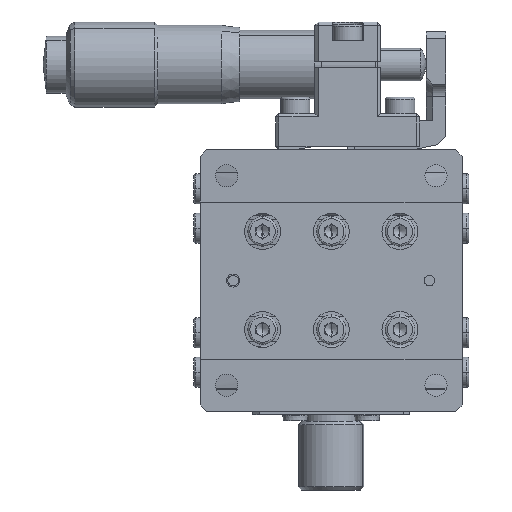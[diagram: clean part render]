
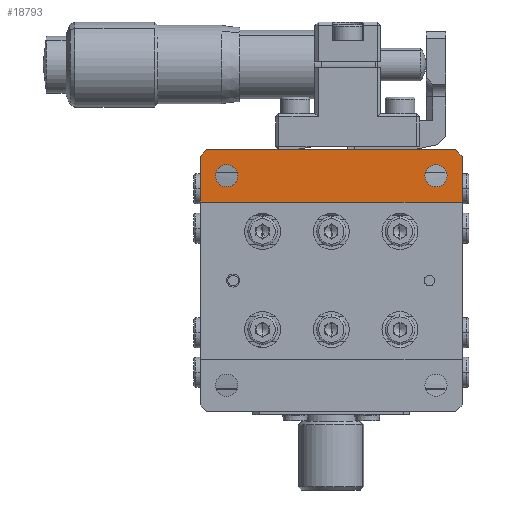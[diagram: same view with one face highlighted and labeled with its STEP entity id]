
A CAD part, front view. The second image highlights one B-rep face of the part: STEP entity #18793.
In plain terms, the highlighted planar face has unit normal (0, -1, 0).
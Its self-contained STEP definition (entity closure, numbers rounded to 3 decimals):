
#134 = EDGE_CURVE ( 'NONE', #16851, #20793, #20013, .T. ) ;
#268 = DIRECTION ( 'NONE',  ( -1., 0., 0. ) ) ;
#498 = CARTESIAN_POINT ( 'NONE',  ( -19., 0., 20. ) ) ;
#581 = EDGE_CURVE ( 'NONE', #20793, #5765, #833, .T. ) ;
#714 = DIRECTION ( 'NONE',  ( 0., 1., 0. ) ) ;
#833 = LINE ( 'NONE', #4972, #18399 ) ;
#987 = DIRECTION ( 'NONE',  ( 0., 1., 0. ) ) ;
#1628 = DIRECTION ( 'NONE',  ( 1., 0., 0. ) ) ;
#1716 = CIRCLE ( 'NONE', #9706, 1.7 ) ;
#2122 = ORIENTED_EDGE ( 'NONE', *, *, #19146, .F. ) ;
#2801 = CARTESIAN_POINT ( 'NONE',  ( -20., 0., -20. ) ) ;
#2968 = DIRECTION ( 'NONE',  ( 0., 1., 0. ) ) ;
#3013 = PLANE ( 'NONE',  #24510 ) ;
#3581 = CARTESIAN_POINT ( 'NONE',  ( -20., 0., 20. ) ) ;
#4657 = EDGE_CURVE ( 'NONE', #12672, #15489, #12178, .T. ) ;
#4972 = CARTESIAN_POINT ( 'NONE',  ( -20., 0., 12. ) ) ;
#5167 = CARTESIAN_POINT ( 'NONE',  ( 16., 0., 16. ) ) ;
#5183 = CARTESIAN_POINT ( 'NONE',  ( -16., 0., 16. ) ) ;
#5687 = LINE ( 'NONE', #10958, #12362 ) ;
#5693 = CARTESIAN_POINT ( 'NONE',  ( 16., 0., 14.3 ) ) ;
#5765 = VERTEX_POINT ( 'NONE', #16521 ) ;
#6212 = ORIENTED_EDGE ( 'NONE', *, *, #9197, .T. ) ;
#6259 = ORIENTED_EDGE ( 'NONE', *, *, #134, .F. ) ;
#6568 = FACE_BOUND ( 'NONE', #20827, .T. ) ;
#6601 = VERTEX_POINT ( 'NONE', #9625 ) ;
#6707 = AXIS2_PLACEMENT_3D ( 'NONE', #5167, #987, #17484 ) ;
#7317 = DIRECTION ( 'NONE',  ( 0., 1., 0. ) ) ;
#7697 = CARTESIAN_POINT ( 'NONE',  ( 20., 0., 12. ) ) ;
#8963 = ORIENTED_EDGE ( 'NONE', *, *, #26409, .T. ) ;
#9097 = VERTEX_POINT ( 'NONE', #22082 ) ;
#9197 = EDGE_CURVE ( 'NONE', #24229, #9097, #11320, .T. ) ;
#9507 = AXIS2_PLACEMENT_3D ( 'NONE', #12950, #714, #15023 ) ;
#9625 = CARTESIAN_POINT ( 'NONE',  ( -20., 0., 19. ) ) ;
#9706 = AXIS2_PLACEMENT_3D ( 'NONE', #22088, #18049, #9872 ) ;
#9872 = DIRECTION ( 'NONE',  ( 0., 0., 1. ) ) ;
#10958 = CARTESIAN_POINT ( 'NONE',  ( 20., 0., 19. ) ) ;
#11100 = CARTESIAN_POINT ( 'NONE',  ( 20., 0., -20. ) ) ;
#11139 = DIRECTION ( 'NONE',  ( -0.707, 0., -0.707 ) ) ;
#11320 = CIRCLE ( 'NONE', #17309, 1.7 ) ;
#11352 = FACE_BOUND ( 'NONE', #20370, .T. ) ;
#11711 = EDGE_LOOP ( 'NONE', ( #6259, #19189, #18353, #8963, #2122, #26458 ) ) ;
#12178 = CIRCLE ( 'NONE', #6707, 1.7 ) ;
#12362 = VECTOR ( 'NONE', #17268, 1000. ) ;
#12498 = EDGE_CURVE ( 'NONE', #16851, #15602, #5687, .T. ) ;
#12623 = LINE ( 'NONE', #498, #13239 ) ;
#12672 = VERTEX_POINT ( 'NONE', #5693 ) ;
#12950 = CARTESIAN_POINT ( 'NONE',  ( 16., 0., 16. ) ) ;
#13057 = LINE ( 'NONE', #2801, #15297 ) ;
#13239 = VECTOR ( 'NONE', #11139, 1000. ) ;
#13275 = DIRECTION ( 'NONE',  ( 0., 0., 1. ) ) ;
#13522 = EDGE_CURVE ( 'NONE', #9097, #24229, #1716, .T. ) ;
#15023 = DIRECTION ( 'NONE',  ( 0., 0., 1. ) ) ;
#15297 = VECTOR ( 'NONE', #25110, 1000. ) ;
#15331 = ORIENTED_EDGE ( 'NONE', *, *, #20622, .T. ) ;
#15489 = VERTEX_POINT ( 'NONE', #22438 ) ;
#15602 = VERTEX_POINT ( 'NONE', #22603 ) ;
#15962 = EDGE_CURVE ( 'NONE', #24614, #15602, #19161, .T. ) ;
#16005 = ORIENTED_EDGE ( 'NONE', *, *, #4657, .T. ) ;
#16198 = VECTOR ( 'NONE', #19361, 1000. ) ;
#16521 = CARTESIAN_POINT ( 'NONE',  ( -20., 0., 12. ) ) ;
#16758 = FACE_OUTER_BOUND ( 'NONE', #11711, .T. ) ;
#16851 = VERTEX_POINT ( 'NONE', #17706 ) ;
#17268 = DIRECTION ( 'NONE',  ( -0.707, 0., 0.707 ) ) ;
#17275 = ORIENTED_EDGE ( 'NONE', *, *, #13522, .T. ) ;
#17309 = AXIS2_PLACEMENT_3D ( 'NONE', #5183, #2968, #25457 ) ;
#17484 = DIRECTION ( 'NONE',  ( 0., 0., 1. ) ) ;
#17706 = CARTESIAN_POINT ( 'NONE',  ( 20., 0., 19. ) ) ;
#17879 = VECTOR ( 'NONE', #1628, 1000. ) ;
#18049 = DIRECTION ( 'NONE',  ( 0., 1., 0. ) ) ;
#18353 = ORIENTED_EDGE ( 'NONE', *, *, #15962, .F. ) ;
#18399 = VECTOR ( 'NONE', #268, 1000. ) ;
#18793 = ADVANCED_FACE ( 'NONE', ( #11352, #6568, #16758 ), #3013, .F. ) ;
#19146 = EDGE_CURVE ( 'NONE', #5765, #6601, #13057, .T. ) ;
#19161 = LINE ( 'NONE', #3581, #17879 ) ;
#19189 = ORIENTED_EDGE ( 'NONE', *, *, #12498, .T. ) ;
#19341 = CIRCLE ( 'NONE', #9507, 1.7 ) ;
#19361 = DIRECTION ( 'NONE',  ( 0., 0., -1. ) ) ;
#19417 = CARTESIAN_POINT ( 'NONE',  ( 0., 0., 0. ) ) ;
#19978 = CARTESIAN_POINT ( 'NONE',  ( -19., 0., 20. ) ) ;
#20013 = LINE ( 'NONE', #11100, #16198 ) ;
#20370 = EDGE_LOOP ( 'NONE', ( #6212, #17275 ) ) ;
#20622 = EDGE_CURVE ( 'NONE', #15489, #12672, #19341, .T. ) ;
#20793 = VERTEX_POINT ( 'NONE', #7697 ) ;
#20827 = EDGE_LOOP ( 'NONE', ( #15331, #16005 ) ) ;
#22082 = CARTESIAN_POINT ( 'NONE',  ( -16., 0., 14.3 ) ) ;
#22088 = CARTESIAN_POINT ( 'NONE',  ( -16., 0., 16. ) ) ;
#22336 = CARTESIAN_POINT ( 'NONE',  ( -16., 0., 17.7 ) ) ;
#22438 = CARTESIAN_POINT ( 'NONE',  ( 16., 0., 17.7 ) ) ;
#22603 = CARTESIAN_POINT ( 'NONE',  ( 19., 0., 20. ) ) ;
#24229 = VERTEX_POINT ( 'NONE', #22336 ) ;
#24510 = AXIS2_PLACEMENT_3D ( 'NONE', #19417, #7317, #13275 ) ;
#24614 = VERTEX_POINT ( 'NONE', #19978 ) ;
#25110 = DIRECTION ( 'NONE',  ( 0., 0., 1. ) ) ;
#25457 = DIRECTION ( 'NONE',  ( 0., 0., 1. ) ) ;
#26409 = EDGE_CURVE ( 'NONE', #24614, #6601, #12623, .T. ) ;
#26458 = ORIENTED_EDGE ( 'NONE', *, *, #581, .F. ) ;
